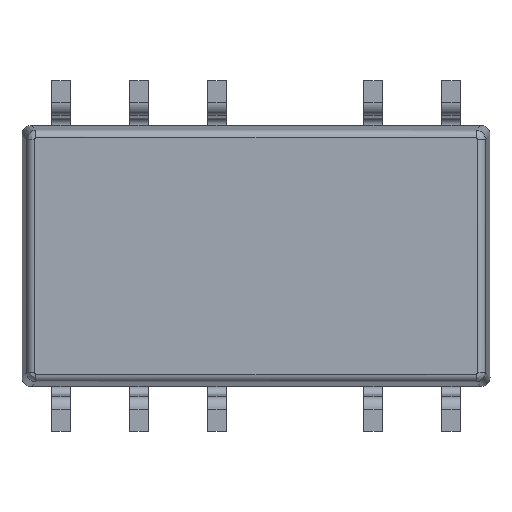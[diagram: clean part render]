
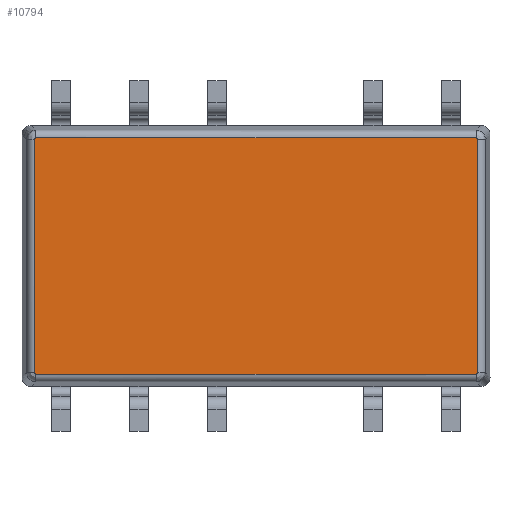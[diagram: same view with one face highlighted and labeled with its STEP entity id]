
A CAD part, front view. The second image highlights one B-rep face of the part: STEP entity #10794.
In plain terms, the highlighted planar face has unit normal (0, -1, 0).
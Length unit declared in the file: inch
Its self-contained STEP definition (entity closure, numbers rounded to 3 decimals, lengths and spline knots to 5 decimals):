
#183 = DIRECTION ( 'NONE',  ( 1., 0., 0. ) ) ;
#228 = DIRECTION ( 'NONE',  ( 0., 0., 1. ) ) ;
#662 = EDGE_CURVE ( 'NONE', #10594, #7516, #3833, .T. ) ;
#934 = EDGE_CURVE ( 'NONE', #10594, #2858, #8937, .T. ) ;
#1018 = LINE ( 'NONE', #7616, #6415 ) ;
#1250 = EDGE_CURVE ( 'NONE', #9826, #7516, #5069, .T. ) ;
#1557 = VECTOR ( 'NONE', #2714, 39.37008 ) ;
#1857 = CARTESIAN_POINT ( 'NONE',  ( -0.28232, -0.07874, 0.15141 ) ) ;
#2033 = DIRECTION ( 'NONE',  ( 0., 0., 1. ) ) ;
#2112 = VERTEX_POINT ( 'NONE', #3230 ) ;
#2328 = ORIENTED_EDGE ( 'NONE', *, *, #9327, .T. ) ;
#2587 = LINE ( 'NONE', #8894, #8873 ) ;
#2714 = DIRECTION ( 'NONE',  ( -1., 0., 0. ) ) ;
#2797 = CARTESIAN_POINT ( 'NONE',  ( 0.28409, -0.07874, -0.15061 ) ) ;
#2858 = VERTEX_POINT ( 'NONE', #7982 ) ;
#2996 = B_SPLINE_CURVE_WITH_KNOTS ( 'NONE', 3,
 ( #8756, #11400, #9575, #5030, #3160, #4136 ),
 .UNSPECIFIED., .F., .F.,
 ( 4, 2, 4 ),
 ( 0., 0.5, 1. ),
 .UNSPECIFIED. ) ;
#3160 = CARTESIAN_POINT ( 'NONE',  ( 0.28409, -0.07874, 0.14964 ) ) ;
#3230 = CARTESIAN_POINT ( 'NONE',  ( -0.28209, -0.07874, 0.15141 ) ) ;
#3833 = LINE ( 'NONE', #10062, #8920 ) ;
#4005 = CARTESIAN_POINT ( 'NONE',  ( -0.28209, -0.07874, -0.15141 ) ) ;
#4098 = CARTESIAN_POINT ( 'NONE',  ( 0.28209, -0.07874, -0.15141 ) ) ;
#4136 = CARTESIAN_POINT ( 'NONE',  ( 0.28409, -0.07874, 0.14941 ) ) ;
#4737 = DIRECTION ( 'NONE',  ( 0., -1., 0. ) ) ;
#4785 = CARTESIAN_POINT ( 'NONE',  ( -0.28351, -0.07873, 0.15096 ) ) ;
#4837 = CARTESIAN_POINT ( 'NONE',  ( -0.28265, -0.07874, 0.15143 ) ) ;
#5030 = CARTESIAN_POINT ( 'NONE',  ( 0.28411, -0.07874, 0.14997 ) ) ;
#5069 = B_SPLINE_CURVE_WITH_KNOTS ( 'NONE', 3,
 ( #7376, #2797, #6483, #10080 ),
 .UNSPECIFIED., .F., .F.,
 ( 4, 4 ),
 ( 0., 1. ),
 .UNSPECIFIED. ) ;
#5513 = FACE_OUTER_BOUND ( 'NONE', #7990, .T. ) ;
#5537 = VERTEX_POINT ( 'NONE', #5923 ) ;
#5923 = CARTESIAN_POINT ( 'NONE',  ( 0.28209, -0.07874, 0.15141 ) ) ;
#5946 = EDGE_CURVE ( 'NONE', #5537, #2112, #7173, .T. ) ;
#6000 = CARTESIAN_POINT ( 'NONE',  ( -0.28409, -0.07875, -0.1504 ) ) ;
#6084 = VERTEX_POINT ( 'NONE', #8588 ) ;
#6415 = VECTOR ( 'NONE', #228, 39.37008 ) ;
#6483 = CARTESIAN_POINT ( 'NONE',  ( 0.28308, -0.07875, -0.15141 ) ) ;
#6498 = CARTESIAN_POINT ( 'NONE',  ( -0.28409, -0.07874, 0.14941 ) ) ;
#6788 = AXIS2_PLACEMENT_3D ( 'NONE', #10222, #4737, #2033 ) ;
#6941 = DIRECTION ( 'NONE',  ( 0., 0., -1. ) ) ;
#7038 = EDGE_CURVE ( 'NONE', #9370, #2858, #2587, .T. ) ;
#7173 = LINE ( 'NONE', #7292, #1557 ) ;
#7206 = EDGE_CURVE ( 'NONE', #9370, #2112, #11543, .T. ) ;
#7292 = CARTESIAN_POINT ( 'NONE',  ( 0.28209, -0.07874, 0.15141 ) ) ;
#7376 = CARTESIAN_POINT ( 'NONE',  ( 0.28409, -0.07874, -0.14941 ) ) ;
#7516 = VERTEX_POINT ( 'NONE', #4098 ) ;
#7616 = CARTESIAN_POINT ( 'NONE',  ( 0.28409, -0.07874, -0.14941 ) ) ;
#7982 = CARTESIAN_POINT ( 'NONE',  ( -0.28409, -0.07874, -0.14941 ) ) ;
#7990 = EDGE_LOOP ( 'NONE', ( #8356, #9349, #8946, #2328, #8163, #8869, #11157, #10803 ) ) ;
#8163 = ORIENTED_EDGE ( 'NONE', *, *, #9062, .F. ) ;
#8356 = ORIENTED_EDGE ( 'NONE', *, *, #934, .F. ) ;
#8588 = CARTESIAN_POINT ( 'NONE',  ( 0.28409, -0.07874, 0.14941 ) ) ;
#8636 = CARTESIAN_POINT ( 'NONE',  ( -0.28329, -0.07874, -0.15142 ) ) ;
#8645 = CARTESIAN_POINT ( 'NONE',  ( 0.28409, -0.07874, -0.14941 ) ) ;
#8756 = CARTESIAN_POINT ( 'NONE',  ( 0.28209, -0.07874, 0.15141 ) ) ;
#8869 = ORIENTED_EDGE ( 'NONE', *, *, #5946, .T. ) ;
#8873 = VECTOR ( 'NONE', #6941, 39.37008 ) ;
#8894 = CARTESIAN_POINT ( 'NONE',  ( -0.28409, -0.07874, 0.14941 ) ) ;
#8920 = VECTOR ( 'NONE', #183, 39.37008 ) ;
#8937 = B_SPLINE_CURVE_WITH_KNOTS ( 'NONE', 3,
 ( #4005, #8636, #6000, #9410 ),
 .UNSPECIFIED., .F., .F.,
 ( 4, 4 ),
 ( 0., 1. ),
 .UNSPECIFIED. ) ;
#8946 = ORIENTED_EDGE ( 'NONE', *, *, #1250, .F. ) ;
#9062 = EDGE_CURVE ( 'NONE', #5537, #6084, #2996, .T. ) ;
#9221 = CARTESIAN_POINT ( 'NONE',  ( -0.28409, -0.07872, 0.1504 ) ) ;
#9327 = EDGE_CURVE ( 'NONE', #9826, #6084, #1018, .T. ) ;
#9349 = ORIENTED_EDGE ( 'NONE', *, *, #662, .T. ) ;
#9370 = VERTEX_POINT ( 'NONE', #9920 ) ;
#9410 = CARTESIAN_POINT ( 'NONE',  ( -0.28409, -0.07874, -0.14941 ) ) ;
#9575 = CARTESIAN_POINT ( 'NONE',  ( 0.28364, -0.07873, 0.15083 ) ) ;
#9826 = VERTEX_POINT ( 'NONE', #8645 ) ;
#9848 = CARTESIAN_POINT ( 'NONE',  ( -0.28209, -0.07874, -0.15141 ) ) ;
#9920 = CARTESIAN_POINT ( 'NONE',  ( -0.28409, -0.07874, 0.14941 ) ) ;
#10062 = CARTESIAN_POINT ( 'NONE',  ( -0.28209, -0.07874, -0.15141 ) ) ;
#10080 = CARTESIAN_POINT ( 'NONE',  ( 0.28209, -0.07874, -0.15141 ) ) ;
#10094 = CARTESIAN_POINT ( 'NONE',  ( -0.28209, -0.07874, 0.15141 ) ) ;
#10222 = CARTESIAN_POINT ( 'NONE',  ( 0., -0.07874, -0.16732 ) ) ;
#10594 = VERTEX_POINT ( 'NONE', #9848 ) ;
#10794 = ADVANCED_FACE ( 'NONE', ( #5513 ), #10937, .T. ) ;
#10803 = ORIENTED_EDGE ( 'NONE', *, *, #7038, .T. ) ;
#10937 = PLANE ( 'NONE',  #6788 ) ;
#11157 = ORIENTED_EDGE ( 'NONE', *, *, #7206, .F. ) ;
#11400 = CARTESIAN_POINT ( 'NONE',  ( 0.28308, -0.07872, 0.15141 ) ) ;
#11543 = B_SPLINE_CURVE_WITH_KNOTS ( 'NONE', 3,
 ( #6498, #9221, #4785, #4837, #1857, #10094 ),
 .UNSPECIFIED., .F., .F.,
 ( 4, 2, 4 ),
 ( 0., 0.5, 1. ),
 .UNSPECIFIED. ) ;
